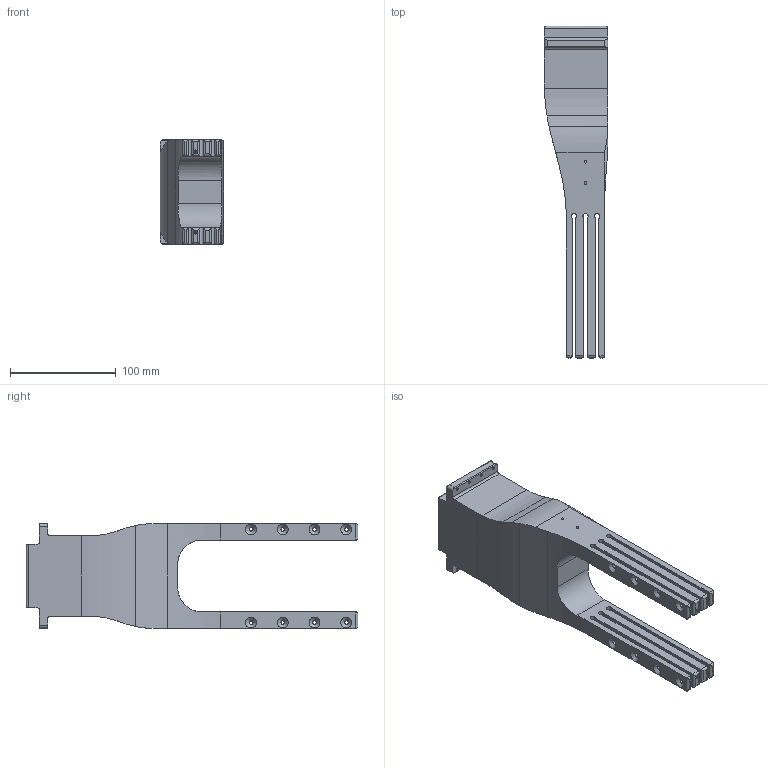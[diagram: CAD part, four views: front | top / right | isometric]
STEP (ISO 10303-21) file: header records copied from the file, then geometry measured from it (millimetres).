
FILE_DESCRIPTION(/* description */ (''),/* implementation_level */ '2;1');
FILE_NAME(/* name */ 'Aladdin_00285_v7.stp',/* time_stamp */ '2025-03-27T09:56:40+01:00',/* author */ (''),/* organization */ (''),/* preprocessor_version */ 'ST-DEVELOPER v19.4',/* originating_system */ 'SIEMENS PLM Software NX2306.9102',/* authorisation */ '');
FILE_SCHEMA (('AUTOMOTIVE_DESIGN { 1 0 10303 214 3 1 1 1 }'));
Length unit declared in the file: millimetre
Products named in the file (1): IR3_00000285_v7_objects
Bounding box: 60 x 313.65 x 99 mm (x, y, z)
Volume: 825442.5 mm3; surface area: 108980.7 mm2
Topology: 1 solids, 1 shells, 193 faces, 555 edges, 368 vertices
Faces by surface type: cylinder 125, plane 50, cone 18
Full cylindrical faces by diameter (mm): 2.5 x14, 3.3 x8, 4.2 x24
Entity records: 5951 total; most frequent: CARTESIAN_POINT 1137, DIRECTION 1021, ORIENTED_EDGE 878, EDGE_CURVE 439, AXIS2_PLACEMENT_3D 410, EDGE_LOOP 341, VERTEX_POINT 318, FACE_BOUND 238
